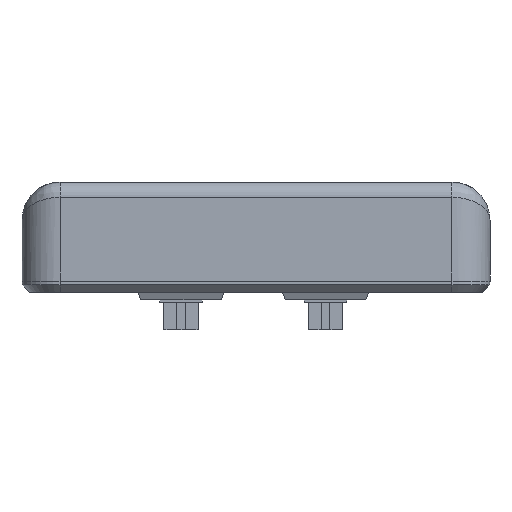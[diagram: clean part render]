
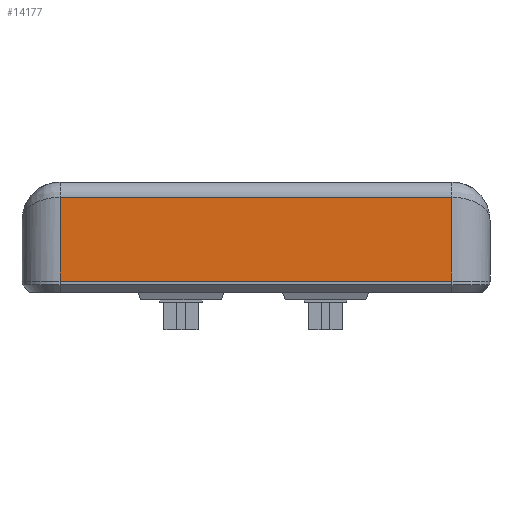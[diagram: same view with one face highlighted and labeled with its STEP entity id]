
A CAD part, left-side view. The second image highlights one B-rep face of the part: STEP entity #14177.
In plain terms, the highlighted face is planar.
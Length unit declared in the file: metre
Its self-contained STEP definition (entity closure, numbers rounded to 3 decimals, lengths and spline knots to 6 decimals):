
#3210=ORIENTED_EDGE('',*,*,#6455,.T.);
#3211=ORIENTED_EDGE('',*,*,#6456,.T.);
#3212=ORIENTED_EDGE('',*,*,#6457,.T.);
#3213=ORIENTED_EDGE('',*,*,#6441,.T.);
#6441=EDGE_CURVE('',#8244,#8243,#9452,.T.);
#6455=EDGE_CURVE('',#8243,#8253,#9463,.T.);
#6456=EDGE_CURVE('',#8253,#8254,#9464,.F.);
#6457=EDGE_CURVE('',#8254,#8244,#9465,.F.);
#8243=VERTEX_POINT('',#21654);
#8244=VERTEX_POINT('',#21656);
#8253=VERTEX_POINT('',#21683);
#8254=VERTEX_POINT('',#21685);
#9452=LINE('',#21655,#10769);
#9463=LINE('',#21682,#10780);
#9464=LINE('',#21684,#10781);
#9465=LINE('',#21686,#10782);
#10769=VECTOR('',#17188,1.);
#10780=VECTOR('',#17213,1.);
#10781=VECTOR('',#17214,1.);
#10782=VECTOR('',#17215,1.);
#11919=EDGE_LOOP('',(#3210,#3211,#3212,#3213));
#12970=FACE_BOUND('',#11919,.T.);
#13641=PLANE('',#15162);
#14177=ADVANCED_FACE('',(#12970),#13641,.T.);
#15162=AXIS2_PLACEMENT_3D('',#21681,#17211,#17212);
#17188=DIRECTION('',(0.,0.,1.));
#17211=DIRECTION('',(1.,0.,0.));
#17212=DIRECTION('',(0.,-1.,0.));
#17213=DIRECTION('',(0.,-1.,0.));
#17214=DIRECTION('',(0.,0.,1.));
#17215=DIRECTION('',(0.,-1.,0.));
#21654=CARTESIAN_POINT('',(0.0625,0.013,0.02575));
#21655=CARTESIAN_POINT('',(0.0625,0.013,0.));
#21656=CARTESIAN_POINT('',(0.0625,0.013,-0.02575));
#21681=CARTESIAN_POINT('',(0.0625,0.013,0.));
#21682=CARTESIAN_POINT('',(0.0625,0.013,0.02575));
#21683=CARTESIAN_POINT('',(0.0625,0.002,0.02575));
#21684=CARTESIAN_POINT('',(0.0625,0.002,-0.02575));
#21685=CARTESIAN_POINT('',(0.0625,0.002,-0.02575));
#21686=CARTESIAN_POINT('',(0.0625,0.013,-0.02575));
